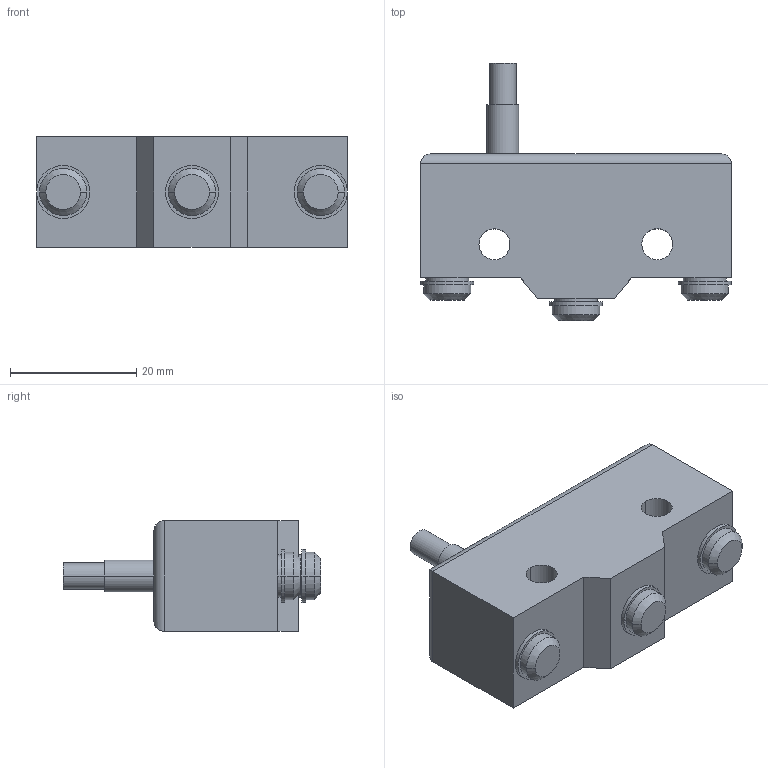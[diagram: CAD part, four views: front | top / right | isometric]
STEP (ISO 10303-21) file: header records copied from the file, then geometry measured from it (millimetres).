
FILE_DESCRIPTION(/* description */ (''),/* implementation_level */ '2;1');
FILE_NAME(/* name */ '3D_KSA2___.stp',/* time_stamp */ '2023-05-09T11:46:04+02:00',/* author */ (''),/* organization */ (''),/* preprocessor_version */ 'ST-DEVELOPER v16.7',/* originating_system */ 'SIEMENS PLM Software NX 12.0',/* authorisation */ '');
FILE_SCHEMA (('AP203_CONFIGURATION_CONTROLLED_3D_DESIGN_OF_MECHANICAL_PARTS_AND_ASSEMBLIES_MIM_LF { 1 0 10303 403 2 1 2}'));
Length unit declared in the file: millimetre
Products named in the file (1): Ferr93E44761dmq8
Bounding box: 49.2 x 40.82 x 17.5 mm (x, y, z)
Volume: 17710.7 mm3; surface area: 5676.7 mm2
Topology: 6 solids, 6 shells, 62 faces, 126 edges, 83 vertices
Faces by surface type: cylinder 30, plane 26, cone 6
Entity records: 1748 total; most frequent: DIRECTION 320, CARTESIAN_POINT 273, ORIENTED_EDGE 252, AXIS2_PLACEMENT_3D 130, EDGE_CURVE 126, VERTEX_POINT 82, EDGE_LOOP 72, ADVANCED_FACE 62
